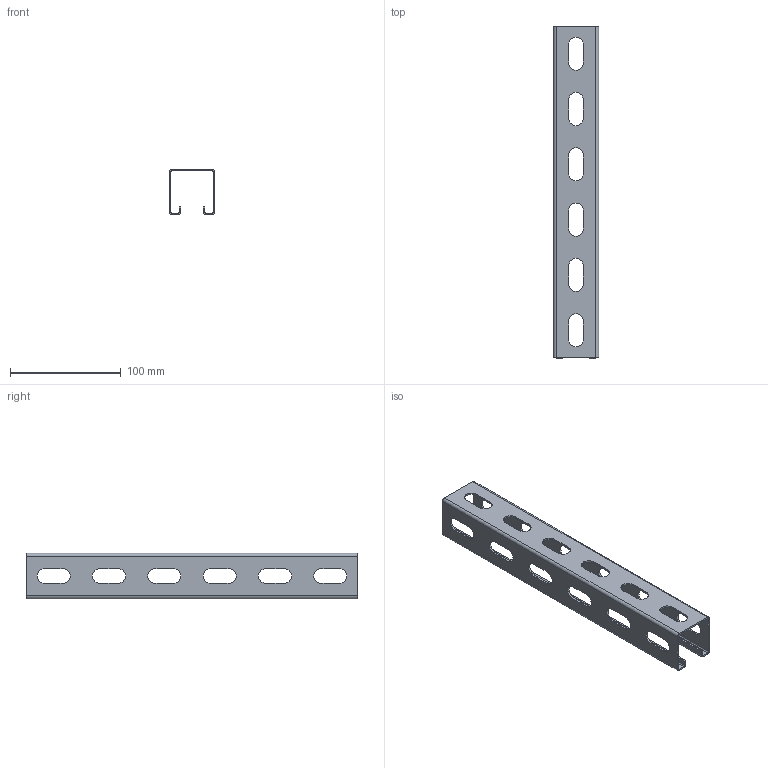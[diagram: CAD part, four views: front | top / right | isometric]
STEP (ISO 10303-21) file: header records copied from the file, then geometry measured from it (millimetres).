
FILE_DESCRIPTION((''),'2;1');
FILE_NAME('644103_PRT','2018-12-05T12:37:31',('tomasz.grudniewski'),(''),'CREO PARAMETRIC BY PTC INC, 2018260','CREO PARAMETRIC BY PTC INC, 2018260','');
FILE_SCHEMA(('CONFIG_CONTROL_DESIGN'));
Length unit declared in the file: millimetre
Products named in the file (1): 644103_PRT
Bounding box: 41 x 300 x 41 mm (x, y, z)
Volume: 55471.2 mm3; surface area: 77315.8 mm2
Topology: 1 solids, 1 shells, 126 faces, 324 edges, 200 vertices
Faces by surface type: plane 78, cylinder 48
Entity records: 3890 total; most frequent: DIRECTION 672, CARTESIAN_POINT 650, ORIENTED_EDGE 648, EDGE_CURVE 324, VECTOR 228, LINE 228, AXIS2_PLACEMENT_3D 222, VERTEX_POINT 200
